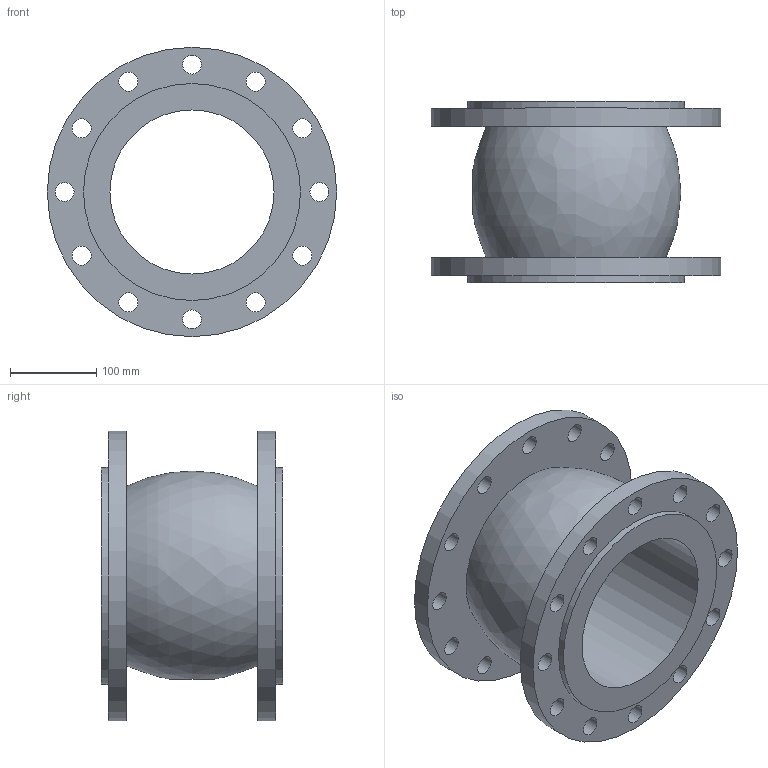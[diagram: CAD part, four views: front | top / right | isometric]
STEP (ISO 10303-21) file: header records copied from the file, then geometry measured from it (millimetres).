
FILE_DESCRIPTION(/* description */ ('Гибкая антивибрационная вставка ZKV EPDM PN16, DN200'),/* implementation_level */ '2;1');
FILE_NAME(/* name */ 'Гибкая антивибрационная вставка ZKV EPDM PN16, DN200.stp',/* time_stamp */ '2024-02-20T11:08:26+03:00',/* author */ ('Сазонов'),/* organization */ (''),/* preprocessor_version */ 'ST-DEVELOPER v18.1',/* originating_system */ 'Autodesk Inventor 2022',/* authorisation */ '');
FILE_SCHEMA (('AUTOMOTIVE_DESIGN { 1 0 10303 214 3 1 1 }'));
Length unit declared in the file: millimetre
Products named in the file (1): Гибкая антивибрационная 
вставка ZKV EPDM PN16, DN200
Bounding box: 335 x 210 x 335 mm (x, y, z)
Volume: 4762899.6 mm3; surface area: 540944.1 mm2
Topology: 1 solids, 1 shells, 36 faces, 90 edges, 60 vertices
Faces by surface type: cylinder 29, plane 6, bspline 1
Full cylindrical faces by diameter (mm): 22 x24, 190 x1, 251.334 x2, 335 x2
Entity records: 1332 total; most frequent: DIRECTION 223, CARTESIAN_POINT 213, ORIENTED_EDGE 180, AXIS2_PLACEMENT_3D 97, EDGE_LOOP 90, EDGE_CURVE 90, CIRCLE 61, VERTEX_POINT 60
